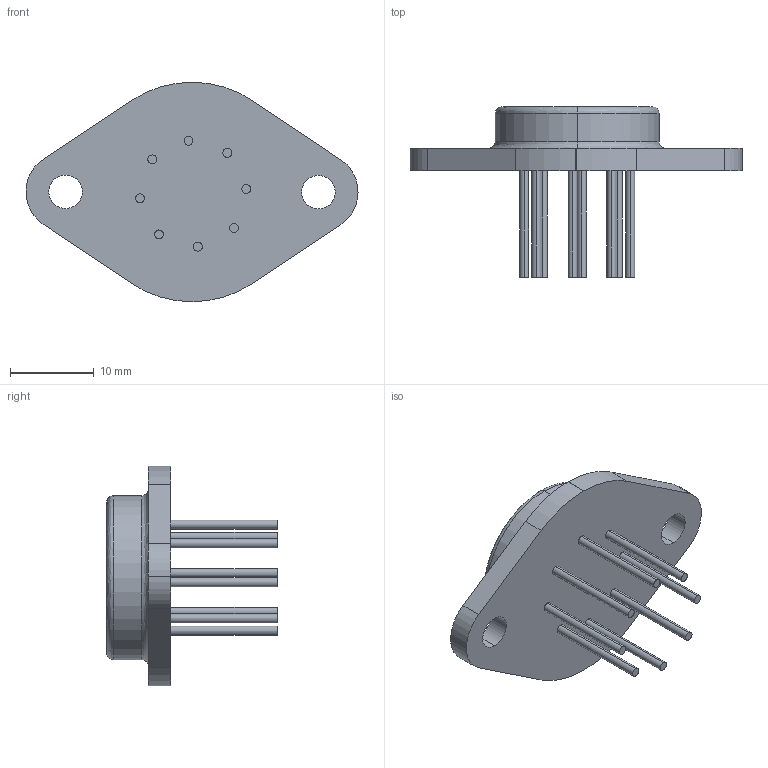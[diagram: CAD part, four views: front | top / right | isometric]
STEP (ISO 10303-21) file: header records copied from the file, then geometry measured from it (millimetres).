
FILE_DESCRIPTION (( 'STEP AP214' ), '1' );
FILE_NAME ('User Library-TO3-8.STEP', '2015-04-08T13:59:39', ( 'Windows User' ), ( '' ), 'SwSTEP 2.0', 'SolidWorks 2015', '' );
FILE_SCHEMA (( 'AUTOMOTIVE_DESIGN' ));
Length unit declared in the file: inch
Products named in the file (1): User Library-TO3-8
Bounding box: 39.59 x 20.32 x 26.18 mm (x, y, z)
Volume: 3356.3 mm3; surface area: 2284.3 mm2
Topology: 9 solids, 9 shells, 58 faces, 113 edges, 74 vertices
Faces by surface type: cylinder 31, plane 23, bspline 4
Entity records: 2628 total; most frequent: CARTESIAN_POINT 499, DIRECTION 285, ORIENTED_EDGE 226, AXIS2_PLACEMENT_3D 121, EDGE_CURVE 113, VERTEX_POINT 74, UNCERTAINTY_MEASURE_WITH_UNIT 69, LENGTH_MEASURE_WITH_UNIT 69
